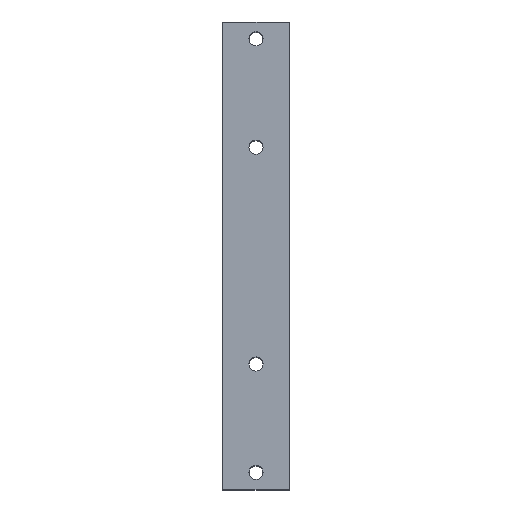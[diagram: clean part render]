
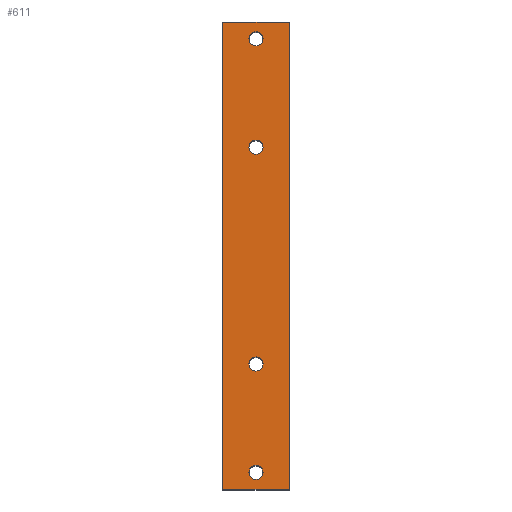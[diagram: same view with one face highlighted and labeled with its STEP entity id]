
A CAD part, top view. The second image highlights one B-rep face of the part: STEP entity #611.
In plain terms, the highlighted planar face has unit normal (0, 0, 1).
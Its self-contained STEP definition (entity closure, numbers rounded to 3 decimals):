
#79 = DIRECTION ( 'NONE',  ( 1., 0., 0. ) ) ;
#161 = VERTEX_POINT ( 'NONE', #3833 ) ;
#165 = AXIS2_PLACEMENT_3D ( 'NONE', #598, #634, #556 ) ;
#166 = CARTESIAN_POINT ( 'NONE',  ( 0., 118., 152.5 ) ) ;
#174 = DIRECTION ( 'NONE',  ( 0., -1., 0. ) ) ;
#183 = FACE_OUTER_BOUND ( 'NONE', #648, .T. ) ;
#187 = CARTESIAN_POINT ( 'NONE',  ( 4.25, -142., 152.5 ) ) ;
#206 = EDGE_CURVE ( 'NONE', #280, #3230, #2448, .T. ) ;
#239 = CIRCLE ( 'NONE', #378, 4.25 ) ;
#240 = AXIS2_PLACEMENT_3D ( 'NONE', #4395, #4416, #4422 ) ;
#280 = VERTEX_POINT ( 'NONE', #2276 ) ;
#333 = DIRECTION ( 'NONE',  ( 0., 0., 1. ) ) ;
#378 = AXIS2_PLACEMENT_3D ( 'NONE', #3836, #4165, #4063 ) ;
#394 = DIRECTION ( 'NONE',  ( -1., 0., 0. ) ) ;
#468 = CARTESIAN_POINT ( 'NONE',  ( -20., 128., 152.5 ) ) ;
#493 = AXIS2_PLACEMENT_3D ( 'NONE', #166, #849, #79 ) ;
#495 = VERTEX_POINT ( 'NONE', #3468 ) ;
#553 = EDGE_LOOP ( 'NONE', ( #2295, #2524 ) ) ;
#556 = DIRECTION ( 'NONE',  ( 1., 0., 0. ) ) ;
#589 = AXIS2_PLACEMENT_3D ( 'NONE', #3958, #846, #799 ) ;
#598 = CARTESIAN_POINT ( 'NONE',  ( 0., -142., 152.5 ) ) ;
#611 = ADVANCED_FACE ( 'NONE', ( #1223, #2021, #3002, #1109, #183 ), #2661, .F. ) ;
#634 = DIRECTION ( 'NONE',  ( 0., 0., 1. ) ) ;
#648 = EDGE_LOOP ( 'NONE', ( #1532, #4247, #3326, #4424 ) ) ;
#732 = CIRCLE ( 'NONE', #1281, 4.25 ) ;
#785 = VERTEX_POINT ( 'NONE', #187 ) ;
#787 = ORIENTED_EDGE ( 'NONE', *, *, #1406, .F. ) ;
#790 = EDGE_CURVE ( 'NONE', #3328, #2606, #3862, .T. ) ;
#799 = DIRECTION ( 'NONE',  ( 1., 0., 0. ) ) ;
#815 = EDGE_CURVE ( 'NONE', #1940, #1113, #239, .T. ) ;
#846 = DIRECTION ( 'NONE',  ( 0., 0., 1. ) ) ;
#849 = DIRECTION ( 'NONE',  ( 0., 0., 1. ) ) ;
#876 = AXIS2_PLACEMENT_3D ( 'NONE', #3647, #2695, #3843 ) ;
#929 = CARTESIAN_POINT ( 'NONE',  ( -4.25, 53., 152.5 ) ) ;
#933 = DIRECTION ( 'NONE',  ( 0., 0., -1. ) ) ;
#947 = EDGE_CURVE ( 'NONE', #785, #161, #3918, .T. ) ;
#988 = CIRCLE ( 'NONE', #3029, 4.25 ) ;
#1003 = VECTOR ( 'NONE', #3054, 1000. ) ;
#1043 = EDGE_LOOP ( 'NONE', ( #2923, #2283 ) ) ;
#1109 = FACE_BOUND ( 'NONE', #553, .T. ) ;
#1113 = VERTEX_POINT ( 'NONE', #929 ) ;
#1124 = ORIENTED_EDGE ( 'NONE', *, *, #947, .F. ) ;
#1223 = FACE_BOUND ( 'NONE', #1671, .T. ) ;
#1231 = ORIENTED_EDGE ( 'NONE', *, *, #1615, .F. ) ;
#1260 = CARTESIAN_POINT ( 'NONE',  ( -20., 128., 152.5 ) ) ;
#1281 = AXIS2_PLACEMENT_3D ( 'NONE', #2390, #2417, #2403 ) ;
#1351 = CARTESIAN_POINT ( 'NONE',  ( 0., 53., 152.5 ) ) ;
#1406 = EDGE_CURVE ( 'NONE', #161, #785, #4368, .T. ) ;
#1410 = EDGE_CURVE ( 'NONE', #2606, #3328, #2697, .T. ) ;
#1412 = LINE ( 'NONE', #1260, #2979 ) ;
#1416 = ORIENTED_EDGE ( 'NONE', *, *, #206, .F. ) ;
#1494 = AXIS2_PLACEMENT_3D ( 'NONE', #4148, #933, #4272 ) ;
#1521 = LINE ( 'NONE', #2046, #3196 ) ;
#1532 = ORIENTED_EDGE ( 'NONE', *, *, #3451, .T. ) ;
#1533 = LINE ( 'NONE', #468, #3308 ) ;
#1615 = EDGE_CURVE ( 'NONE', #3230, #280, #732, .T. ) ;
#1671 = EDGE_LOOP ( 'NONE', ( #1231, #1416 ) ) ;
#1748 = EDGE_CURVE ( 'NONE', #1987, #495, #3683, .T. ) ;
#1850 = CARTESIAN_POINT ( 'NONE',  ( -20., -152., 152.5 ) ) ;
#1940 = VERTEX_POINT ( 'NONE', #3970 ) ;
#1987 = VERTEX_POINT ( 'NONE', #3327 ) ;
#2002 = DIRECTION ( 'NONE',  ( 0., 1., 0. ) ) ;
#2021 = FACE_BOUND ( 'NONE', #3233, .T. ) ;
#2046 = CARTESIAN_POINT ( 'NONE',  ( 20., 128., 152.5 ) ) ;
#2073 = EDGE_CURVE ( 'NONE', #3304, #2882, #1533, .T. ) ;
#2244 = CARTESIAN_POINT ( 'NONE',  ( -20., 128., 152.5 ) ) ;
#2276 = CARTESIAN_POINT ( 'NONE',  ( -4.25, -77., 152.5 ) ) ;
#2283 = ORIENTED_EDGE ( 'NONE', *, *, #4177, .F. ) ;
#2295 = ORIENTED_EDGE ( 'NONE', *, *, #1410, .F. ) ;
#2390 = CARTESIAN_POINT ( 'NONE',  ( 0., -77., 152.5 ) ) ;
#2403 = DIRECTION ( 'NONE',  ( 1., 0., 0. ) ) ;
#2417 = DIRECTION ( 'NONE',  ( 0., 0., 1. ) ) ;
#2448 = CIRCLE ( 'NONE', #240, 4.25 ) ;
#2524 = ORIENTED_EDGE ( 'NONE', *, *, #790, .F. ) ;
#2606 = VERTEX_POINT ( 'NONE', #3719 ) ;
#2661 = PLANE ( 'NONE',  #1494 ) ;
#2695 = DIRECTION ( 'NONE',  ( 0., 0., 1. ) ) ;
#2697 = CIRCLE ( 'NONE', #876, 4.25 ) ;
#2865 = EDGE_CURVE ( 'NONE', #495, #3304, #1521, .T. ) ;
#2882 = VERTEX_POINT ( 'NONE', #2244 ) ;
#2918 = CARTESIAN_POINT ( 'NONE',  ( 4.25, -77., 152.5 ) ) ;
#2923 = ORIENTED_EDGE ( 'NONE', *, *, #815, .F. ) ;
#2979 = VECTOR ( 'NONE', #174, 1000. ) ;
#3002 = FACE_BOUND ( 'NONE', #1043, .T. ) ;
#3029 = AXIS2_PLACEMENT_3D ( 'NONE', #1351, #333, #3714 ) ;
#3054 = DIRECTION ( 'NONE',  ( 1., 0., 0. ) ) ;
#3196 = VECTOR ( 'NONE', #2002, 1000. ) ;
#3230 = VERTEX_POINT ( 'NONE', #2918 ) ;
#3233 = EDGE_LOOP ( 'NONE', ( #1124, #787 ) ) ;
#3304 = VERTEX_POINT ( 'NONE', #3673 ) ;
#3308 = VECTOR ( 'NONE', #394, 1000. ) ;
#3326 = ORIENTED_EDGE ( 'NONE', *, *, #2865, .T. ) ;
#3327 = CARTESIAN_POINT ( 'NONE',  ( -20., -152., 152.5 ) ) ;
#3328 = VERTEX_POINT ( 'NONE', #3575 ) ;
#3451 = EDGE_CURVE ( 'NONE', #2882, #1987, #1412, .T. ) ;
#3468 = CARTESIAN_POINT ( 'NONE',  ( 20., -152., 152.5 ) ) ;
#3575 = CARTESIAN_POINT ( 'NONE',  ( -4.25, 118., 152.5 ) ) ;
#3647 = CARTESIAN_POINT ( 'NONE',  ( 0., 118., 152.5 ) ) ;
#3673 = CARTESIAN_POINT ( 'NONE',  ( 20., 128., 152.5 ) ) ;
#3683 = LINE ( 'NONE', #1850, #1003 ) ;
#3714 = DIRECTION ( 'NONE',  ( 1., 0., 0. ) ) ;
#3719 = CARTESIAN_POINT ( 'NONE',  ( 4.25, 118., 152.5 ) ) ;
#3833 = CARTESIAN_POINT ( 'NONE',  ( -4.25, -142., 152.5 ) ) ;
#3836 = CARTESIAN_POINT ( 'NONE',  ( 0., 53., 152.5 ) ) ;
#3843 = DIRECTION ( 'NONE',  ( 1., 0., 0. ) ) ;
#3862 = CIRCLE ( 'NONE', #493, 4.25 ) ;
#3918 = CIRCLE ( 'NONE', #165, 4.25 ) ;
#3958 = CARTESIAN_POINT ( 'NONE',  ( 0., -142., 152.5 ) ) ;
#3970 = CARTESIAN_POINT ( 'NONE',  ( 4.25, 53., 152.5 ) ) ;
#4063 = DIRECTION ( 'NONE',  ( 1., 0., 0. ) ) ;
#4148 = CARTESIAN_POINT ( 'NONE',  ( -20., -152., 152.5 ) ) ;
#4165 = DIRECTION ( 'NONE',  ( 0., 0., 1. ) ) ;
#4177 = EDGE_CURVE ( 'NONE', #1113, #1940, #988, .T. ) ;
#4247 = ORIENTED_EDGE ( 'NONE', *, *, #1748, .T. ) ;
#4272 = DIRECTION ( 'NONE',  ( 1., 0., 0. ) ) ;
#4368 = CIRCLE ( 'NONE', #589, 4.25 ) ;
#4395 = CARTESIAN_POINT ( 'NONE',  ( 0., -77., 152.5 ) ) ;
#4416 = DIRECTION ( 'NONE',  ( 0., 0., 1. ) ) ;
#4422 = DIRECTION ( 'NONE',  ( 1., 0., 0. ) ) ;
#4424 = ORIENTED_EDGE ( 'NONE', *, *, #2073, .T. ) ;
